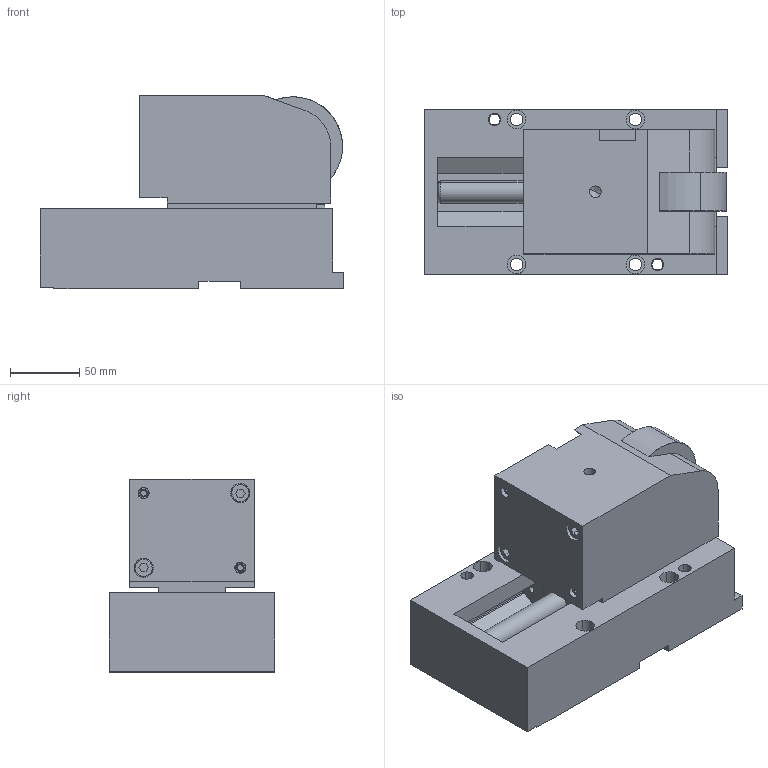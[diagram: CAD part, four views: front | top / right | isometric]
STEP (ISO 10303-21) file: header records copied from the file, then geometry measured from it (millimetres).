
FILE_DESCRIPTION(('CATIA V5 STEP Exchange'),'2;1');
FILE_NAME('CRCN_05000_80.stp','2014-10-22T14:01:13+00:00',('none'),('none'),'CATIA Version 5 Release 19 SP 2 (IN-10)','CATIA V5 STEP AP203','none');
FILE_SCHEMA(('CONFIG_CONTROL_DESIGN'));
Length unit declared in the file: millimetre
Products named in the file (1): CRCN-05000-80
Bounding box: 220 x 120 x 140 mm (x, y, z)
Volume: 2142464.5 mm3; surface area: 253097.4 mm2
Topology: 3 solids, 36 shells, 426 faces, 986 edges, 621 vertices
Faces by surface type: plane 178, cylinder 161, cone 72, torus 15
Entity records: 12475 total; most frequent: CARTESIAN_POINT 3419, ORIENTED_EDGE 1904, DIRECTION 1556, EDGE_CURVE 952, AXIS2_PLACEMENT_3D 677, VERTEX_POINT 621, VECTOR 525, LINE 525
